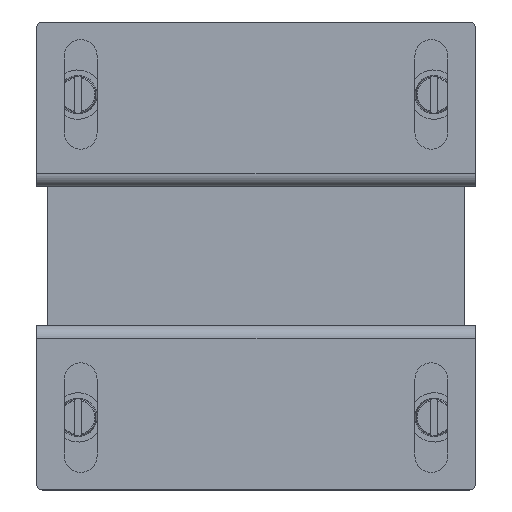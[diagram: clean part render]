
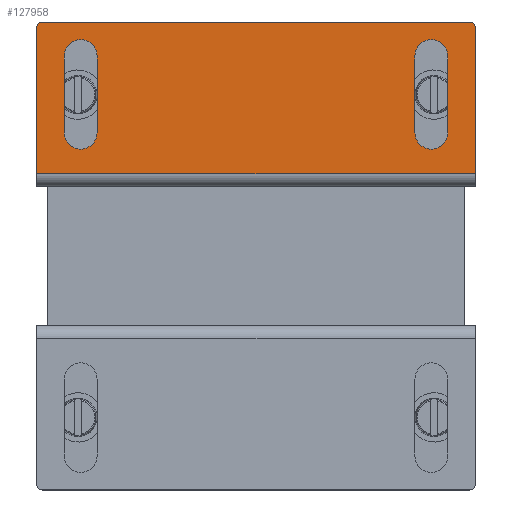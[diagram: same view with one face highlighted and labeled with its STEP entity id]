
A CAD part, front view. The second image highlights one B-rep face of the part: STEP entity #127958.
In plain terms, the highlighted planar face has unit normal (0, -1, 0).
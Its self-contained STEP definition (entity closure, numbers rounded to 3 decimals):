
#1379 = FACE_BOUND ( 'NONE', #46633, .T. ) ;
#1385 = EDGE_CURVE ( 'NONE', #22744, #114320, #98229, .T. ) ;
#1484 = CARTESIAN_POINT ( 'NONE',  ( 67.788, 5.26, 92.769 ) ) ;
#1601 = AXIS2_PLACEMENT_3D ( 'NONE', #110330, #109622, #24213 ) ;
#1689 = CIRCLE ( 'NONE', #125786, 1. ) ;
#3978 = CIRCLE ( 'NONE', #105504, 3. ) ;
#11148 = ORIENTED_EDGE ( 'NONE', *, *, #65960, .F. ) ;
#11248 = CARTESIAN_POINT ( 'NONE',  ( -7.212, 5.26, 71.305 ) ) ;
#11416 = CARTESIAN_POINT ( 'NONE',  ( 71.788, 5.26, 98.969 ) ) ;
#11605 = VERTEX_POINT ( 'NONE', #43911 ) ;
#15245 = VECTOR ( 'NONE', #101568, 1000. ) ;
#15316 = VERTEX_POINT ( 'NONE', #127698 ) ;
#16167 = DIRECTION ( 'NONE',  ( 0., 0., -1. ) ) ;
#16524 = DIRECTION ( 'NONE',  ( 0., -1., 0. ) ) ;
#18844 = AXIS2_PLACEMENT_3D ( 'NONE', #71707, #16524, #39099 ) ;
#19144 = CARTESIAN_POINT ( 'NONE',  ( 72.788, 5.26, 70.569 ) ) ;
#19813 = CARTESIAN_POINT ( 'NONE',  ( 64.788, 5.26, 75.769 ) ) ;
#21472 = ORIENTED_EDGE ( 'NONE', *, *, #130418, .T. ) ;
#22744 = VERTEX_POINT ( 'NONE', #85478 ) ;
#23628 = CARTESIAN_POINT ( 'NONE',  ( -6.212, 5.26, 97.969 ) ) ;
#23778 = CARTESIAN_POINT ( 'NONE',  ( 72.788, 5.26, 71.305 ) ) ;
#24081 = EDGE_CURVE ( 'NONE', #64793, #31686, #31514, .T. ) ;
#24213 = DIRECTION ( 'NONE',  ( 0., 0., -1. ) ) ;
#26661 = LINE ( 'NONE', #1484, #15245 ) ;
#26986 = DIRECTION ( 'NONE',  ( 0., 0., -1. ) ) ;
#27476 = CARTESIAN_POINT ( 'NONE',  ( 67.788, 5.26, 92.769 ) ) ;
#27505 = ORIENTED_EDGE ( 'NONE', *, *, #80606, .F. ) ;
#30616 = VECTOR ( 'NONE', #16167, 1000. ) ;
#31215 = ORIENTED_EDGE ( 'NONE', *, *, #82638, .F. ) ;
#31514 = LINE ( 'NONE', #97220, #138684 ) ;
#31686 = VERTEX_POINT ( 'NONE', #49182 ) ;
#31696 = DIRECTION ( 'NONE',  ( 0., 0., -1. ) ) ;
#31756 = DIRECTION ( 'NONE',  ( 0., 0., 1. ) ) ;
#32074 = CIRCLE ( 'NONE', #50160, 3. ) ;
#32996 = VERTEX_POINT ( 'NONE', #101356 ) ;
#33351 = DIRECTION ( 'NONE',  ( 0., 0., -1. ) ) ;
#35529 = EDGE_CURVE ( 'NONE', #11605, #57324, #1689, .T. ) ;
#38050 = CARTESIAN_POINT ( 'NONE',  ( 71.788, 5.26, 97.969 ) ) ;
#39099 = DIRECTION ( 'NONE',  ( 0., 0., -1. ) ) ;
#39447 = DIRECTION ( 'NONE',  ( 0., 0., -1. ) ) ;
#39888 = CARTESIAN_POINT ( 'NONE',  ( -7.212, 5.26, 97.969 ) ) ;
#42185 = CARTESIAN_POINT ( 'NONE',  ( 64.788, 5.26, 78.769 ) ) ;
#43911 = CARTESIAN_POINT ( 'NONE',  ( 72.788, 5.26, 97.969 ) ) ;
#44192 = VERTEX_POINT ( 'NONE', #74422 ) ;
#46633 = EDGE_LOOP ( 'NONE', ( #111357, #85453, #87480, #134312, #31215 ) ) ;
#48029 = VECTOR ( 'NONE', #50282, 1000. ) ;
#49182 = CARTESIAN_POINT ( 'NONE',  ( 3.788, 5.26, 92.769 ) ) ;
#50160 = AXIS2_PLACEMENT_3D ( 'NONE', #87730, #110963, #33351 ) ;
#50282 = DIRECTION ( 'NONE',  ( 0., 0., 1. ) ) ;
#51195 = CARTESIAN_POINT ( 'NONE',  ( 3.788, 5.26, 78.769 ) ) ;
#52150 = CARTESIAN_POINT ( 'NONE',  ( 64.788, 5.26, 78.769 ) ) ;
#52989 = PLANE ( 'NONE',  #98858 ) ;
#54877 = CIRCLE ( 'NONE', #18844, 3. ) ;
#55076 = CARTESIAN_POINT ( 'NONE',  ( 72.788, 5.26, 70.569 ) ) ;
#56827 = ORIENTED_EDGE ( 'NONE', *, *, #89999, .F. ) ;
#57324 = VERTEX_POINT ( 'NONE', #11416 ) ;
#57812 = VERTEX_POINT ( 'NONE', #83672 ) ;
#58690 = EDGE_CURVE ( 'NONE', #44192, #126246, #80324, .T. ) ;
#60730 = DIRECTION ( 'NONE',  ( -1., 0., 0. ) ) ;
#64793 = VERTEX_POINT ( 'NONE', #51195 ) ;
#65657 = EDGE_CURVE ( 'NONE', #95041, #57812, #82788, .T. ) ;
#65960 = EDGE_CURVE ( 'NONE', #126246, #131287, #3978, .T. ) ;
#66585 = VERTEX_POINT ( 'NONE', #129228 ) ;
#66772 = DIRECTION ( 'NONE',  ( 0., 0., 1. ) ) ;
#71707 = CARTESIAN_POINT ( 'NONE',  ( 64.788, 5.26, 92.769 ) ) ;
#71879 = ORIENTED_EDGE ( 'NONE', *, *, #35529, .T. ) ;
#72686 = VECTOR ( 'NONE', #60730, 1000. ) ;
#74422 = CARTESIAN_POINT ( 'NONE',  ( 61.788, 5.26, 78.769 ) ) ;
#75537 = EDGE_LOOP ( 'NONE', ( #101727, #27505, #56827, #11148, #126676 ) ) ;
#80324 = CIRCLE ( 'NONE', #114030, 3. ) ;
#80500 = LINE ( 'NONE', #81162, #30616 ) ;
#80606 = EDGE_CURVE ( 'NONE', #116053, #32996, #54877, .T. ) ;
#81162 = CARTESIAN_POINT ( 'NONE',  ( -7.212, 5.26, 70.569 ) ) ;
#81880 = EDGE_CURVE ( 'NONE', #31686, #66585, #132074, .T. ) ;
#82638 = EDGE_CURVE ( 'NONE', #116337, #15316, #116611, .T. ) ;
#82788 = LINE ( 'NONE', #11248, #94186 ) ;
#83278 = CARTESIAN_POINT ( 'NONE',  ( 0.788, 5.26, 92.769 ) ) ;
#83672 = CARTESIAN_POINT ( 'NONE',  ( -7.212, 5.26, 71.305 ) ) ;
#84548 = DIRECTION ( 'NONE',  ( 0., -1., 0. ) ) ;
#85453 = ORIENTED_EDGE ( 'NONE', *, *, #81880, .F. ) ;
#85478 = CARTESIAN_POINT ( 'NONE',  ( -6.212, 5.26, 98.969 ) ) ;
#86118 = FACE_OUTER_BOUND ( 'NONE', #121588, .T. ) ;
#87480 = ORIENTED_EDGE ( 'NONE', *, *, #24081, .F. ) ;
#87730 = CARTESIAN_POINT ( 'NONE',  ( 0.788, 5.26, 78.769 ) ) ;
#89837 = EDGE_CURVE ( 'NONE', #32996, #44192, #93442, .T. ) ;
#89999 = EDGE_CURVE ( 'NONE', #131287, #116053, #26661, .T. ) ;
#91093 = DIRECTION ( 'NONE',  ( 0., -1., 0. ) ) ;
#93246 = CARTESIAN_POINT ( 'NONE',  ( 72.788, 5.26, 98.969 ) ) ;
#93298 = ORIENTED_EDGE ( 'NONE', *, *, #112237, .T. ) ;
#93442 = LINE ( 'NONE', #123784, #105484 ) ;
#94090 = ORIENTED_EDGE ( 'NONE', *, *, #1385, .T. ) ;
#94180 = ORIENTED_EDGE ( 'NONE', *, *, #65657, .F. ) ;
#94186 = VECTOR ( 'NONE', #97449, 1000. ) ;
#95041 = VERTEX_POINT ( 'NONE', #23778 ) ;
#96634 = EDGE_CURVE ( 'NONE', #114320, #57812, #80500, .T. ) ;
#96693 = ORIENTED_EDGE ( 'NONE', *, *, #96634, .T. ) ;
#97220 = CARTESIAN_POINT ( 'NONE',  ( 3.788, 5.26, 92.769 ) ) ;
#97449 = DIRECTION ( 'NONE',  ( -1., 0., 0. ) ) ;
#98185 = DIRECTION ( 'NONE',  ( 0., 1., 0. ) ) ;
#98229 = CIRCLE ( 'NONE', #116187, 1. ) ;
#98858 = AXIS2_PLACEMENT_3D ( 'NONE', #55076, #98185, #31756 ) ;
#100314 = DIRECTION ( 'NONE',  ( 0., 0., 1. ) ) ;
#101356 = CARTESIAN_POINT ( 'NONE',  ( 61.788, 5.26, 92.769 ) ) ;
#101568 = DIRECTION ( 'NONE',  ( 0., 0., 1. ) ) ;
#101727 = ORIENTED_EDGE ( 'NONE', *, *, #89837, .F. ) ;
#105484 = VECTOR ( 'NONE', #26986, 1000. ) ;
#105504 = AXIS2_PLACEMENT_3D ( 'NONE', #42185, #84548, #116318 ) ;
#105899 = EDGE_CURVE ( 'NONE', #15316, #64793, #32074, .T. ) ;
#106470 = DIRECTION ( 'NONE',  ( 0., -1., 0. ) ) ;
#109622 = DIRECTION ( 'NONE',  ( 0., -1., 0. ) ) ;
#110330 = CARTESIAN_POINT ( 'NONE',  ( 0.788, 5.26, 78.769 ) ) ;
#110963 = DIRECTION ( 'NONE',  ( 0., -1., 0. ) ) ;
#111171 = CARTESIAN_POINT ( 'NONE',  ( -2.212, 5.26, 78.769 ) ) ;
#111357 = ORIENTED_EDGE ( 'NONE', *, *, #125760, .F. ) ;
#112237 = EDGE_CURVE ( 'NONE', #95041, #11605, #115899, .T. ) ;
#114030 = AXIS2_PLACEMENT_3D ( 'NONE', #52150, #106470, #118483 ) ;
#114320 = VERTEX_POINT ( 'NONE', #39888 ) ;
#115688 = CARTESIAN_POINT ( 'NONE',  ( -2.212, 5.26, 92.769 ) ) ;
#115899 = LINE ( 'NONE', #19144, #48029 ) ;
#116053 = VERTEX_POINT ( 'NONE', #27476 ) ;
#116187 = AXIS2_PLACEMENT_3D ( 'NONE', #23628, #121805, #66772 ) ;
#116318 = DIRECTION ( 'NONE',  ( 0., 0., -1. ) ) ;
#116337 = VERTEX_POINT ( 'NONE', #111171 ) ;
#116383 = LINE ( 'NONE', #115688, #131792 ) ;
#116611 = CIRCLE ( 'NONE', #1601, 3. ) ;
#117696 = DIRECTION ( 'NONE',  ( 0., 0., 1. ) ) ;
#118483 = DIRECTION ( 'NONE',  ( 0., 0., -1. ) ) ;
#121588 = EDGE_LOOP ( 'NONE', ( #93298, #71879, #21472, #94090, #96693, #94180 ) ) ;
#121805 = DIRECTION ( 'NONE',  ( 0., -1., 0. ) ) ;
#123784 = CARTESIAN_POINT ( 'NONE',  ( 61.788, 5.26, 92.769 ) ) ;
#125317 = AXIS2_PLACEMENT_3D ( 'NONE', #83278, #126366, #31696 ) ;
#125760 = EDGE_CURVE ( 'NONE', #66585, #116337, #116383, .T. ) ;
#125786 = AXIS2_PLACEMENT_3D ( 'NONE', #38050, #91093, #100314 ) ;
#126246 = VERTEX_POINT ( 'NONE', #19813 ) ;
#126366 = DIRECTION ( 'NONE',  ( 0., -1., 0. ) ) ;
#126676 = ORIENTED_EDGE ( 'NONE', *, *, #58690, .F. ) ;
#127159 = FACE_BOUND ( 'NONE', #75537, .T. ) ;
#127698 = CARTESIAN_POINT ( 'NONE',  ( 0.788, 5.26, 75.769 ) ) ;
#127958 = ADVANCED_FACE ( 'NONE', ( #1379, #127159, #86118 ), #52989, .F. ) ;
#129171 = CARTESIAN_POINT ( 'NONE',  ( 67.788, 5.26, 78.769 ) ) ;
#129228 = CARTESIAN_POINT ( 'NONE',  ( -2.212, 5.26, 92.769 ) ) ;
#130418 = EDGE_CURVE ( 'NONE', #57324, #22744, #137656, .T. ) ;
#131287 = VERTEX_POINT ( 'NONE', #129171 ) ;
#131792 = VECTOR ( 'NONE', #39447, 1000. ) ;
#132074 = CIRCLE ( 'NONE', #125317, 3. ) ;
#134312 = ORIENTED_EDGE ( 'NONE', *, *, #105899, .F. ) ;
#137656 = LINE ( 'NONE', #93246, #72686 ) ;
#138684 = VECTOR ( 'NONE', #117696, 1000. ) ;
